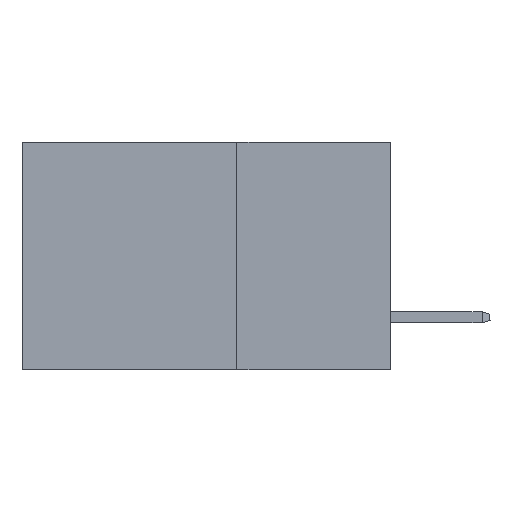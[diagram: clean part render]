
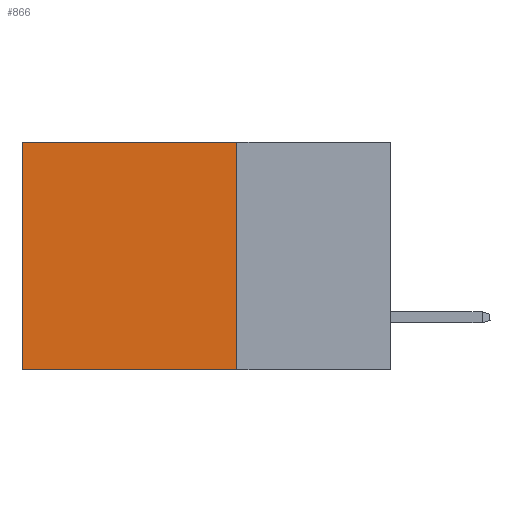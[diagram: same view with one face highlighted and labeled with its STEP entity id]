
A CAD part, left-side view. The second image highlights one B-rep face of the part: STEP entity #866.
In plain terms, the highlighted planar face has unit normal (-1, 0, 0).
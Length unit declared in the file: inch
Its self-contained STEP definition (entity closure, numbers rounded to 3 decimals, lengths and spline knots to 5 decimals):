
#74 = DIRECTION ( 'NONE',  ( 0., 0., -1. ) ) ;
#701 = VECTOR ( 'NONE', #12613, 39.37008 ) ;
#866 = ADVANCED_FACE ( 'NONE', ( #12493 ), #12390, .F. ) ;
#1098 = CARTESIAN_POINT ( 'NONE',  ( 0.2875, 0.6, -0.37 ) ) ;
#3740 = CARTESIAN_POINT ( 'NONE',  ( 0.2875, 0.6, 0. ) ) ;
#3816 = VERTEX_POINT ( 'NONE', #3740 ) ;
#4915 = CARTESIAN_POINT ( 'NONE',  ( 0.2875, 0.6, 0. ) ) ;
#5417 = VECTOR ( 'NONE', #22555, 39.37008 ) ;
#6310 = VERTEX_POINT ( 'NONE', #14157 ) ;
#7747 = VERTEX_POINT ( 'NONE', #9226 ) ;
#7756 = LINE ( 'NONE', #4915, #5417 ) ;
#7920 = LINE ( 'NONE', #23912, #25849 ) ;
#9226 = CARTESIAN_POINT ( 'NONE',  ( 0.2875, 0.25, 0. ) ) ;
#9381 = LINE ( 'NONE', #24389, #13704 ) ;
#9715 = EDGE_CURVE ( 'NONE', #3816, #13870, #7756, .T. ) ;
#12390 = PLANE ( 'NONE',  #15614 ) ;
#12493 = FACE_OUTER_BOUND ( 'NONE', #32090, .T. ) ;
#12541 = EDGE_CURVE ( 'NONE', #7747, #6310, #12754, .T. ) ;
#12593 = ORIENTED_EDGE ( 'NONE', *, *, #14499, .T. ) ;
#12613 = DIRECTION ( 'NONE',  ( 0., 0., -1. ) ) ;
#12754 = LINE ( 'NONE', #13306, #701 ) ;
#13306 = CARTESIAN_POINT ( 'NONE',  ( 0.2875, 0.25, 0. ) ) ;
#13704 = VECTOR ( 'NONE', #14617, 39.37008 ) ;
#13870 = VERTEX_POINT ( 'NONE', #1098 ) ;
#14157 = CARTESIAN_POINT ( 'NONE',  ( 0.2875, 0.25, -0.37 ) ) ;
#14499 = EDGE_CURVE ( 'NONE', #7747, #3816, #7920, .T. ) ;
#14617 = DIRECTION ( 'NONE',  ( 0., 1., 0. ) ) ;
#15614 = AXIS2_PLACEMENT_3D ( 'NONE', #29798, #17378, #74 ) ;
#16101 = ORIENTED_EDGE ( 'NONE', *, *, #12541, .F. ) ;
#17378 = DIRECTION ( 'NONE',  ( 1., 0., 0. ) ) ;
#18083 = ORIENTED_EDGE ( 'NONE', *, *, #9715, .T. ) ;
#20702 = ORIENTED_EDGE ( 'NONE', *, *, #23152, .F. ) ;
#22555 = DIRECTION ( 'NONE',  ( 0., 0., -1. ) ) ;
#23152 = EDGE_CURVE ( 'NONE', #6310, #13870, #9381, .T. ) ;
#23693 = DIRECTION ( 'NONE',  ( 0., 1., 0. ) ) ;
#23912 = CARTESIAN_POINT ( 'NONE',  ( 0.2875, 0.25, 0. ) ) ;
#24389 = CARTESIAN_POINT ( 'NONE',  ( 0.2875, 0.25, -0.37 ) ) ;
#25849 = VECTOR ( 'NONE', #23693, 39.37008 ) ;
#29798 = CARTESIAN_POINT ( 'NONE',  ( 0.2875, 0.25, 0. ) ) ;
#32090 = EDGE_LOOP ( 'NONE', ( #18083, #20702, #16101, #12593 ) ) ;
